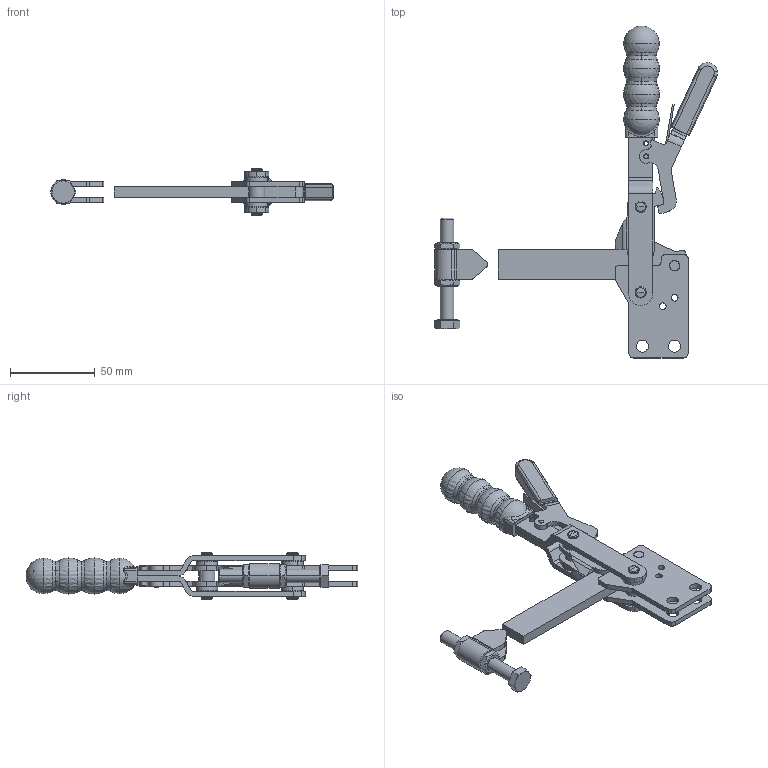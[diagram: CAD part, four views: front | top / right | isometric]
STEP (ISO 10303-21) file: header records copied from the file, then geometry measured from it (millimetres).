
FILE_DESCRIPTION((''),'2;1');
FILE_NAME('MG85-SL.stp','2009-11-24T15:34:20',('David'),(''),'Autodesk Inventor 8','Autodesk Inventor 8','');
FILE_SCHEMA(('AUTOMOTIVE_DESIGN { 1 0 10303 214 1 1 1 1 }'));
Length unit declared in the file: millimetre
Products named in the file (8): MG85-SL; MG85 SIDEPLATE ASSEMBLY; MG85-SL HANDLE ASSEMBLY; MG85-SL LEVER ASSEMBLY; MG85-SL LINK ASSEMBLY; MG85 BAR ASSEMBLY; MG85 SPINDLE HOLDER ASSEMBLY; ISO 4017  (Regular Thread) M8 x 60
Assembly tree (7 placements, depth 2):
  MG85-SL
    MG85 SIDEPLATE ASSEMBLY
    MG85-SL HANDLE ASSEMBLY
    MG85-SL LEVER ASSEMBLY
    MG85-SL LINK ASSEMBLY
    MG85 BAR ASSEMBLY
    MG85 SPINDLE HOLDER ASSEMBLY
    ISO 4017  (Regular Thread) M8 x 60
Bounding box: 166.81 x 195.62 x 28 mm (x, y, z)
Volume: 73583 mm3; surface area: 44103.8 mm2
Topology: 7 solids, 9 shells, 551 faces, 1500 edges, 972 vertices
Faces by surface type: plane 177, cylinder 167, bspline 119, cone 56, torus 20, sphere 12
Entity records: 20061 total; most frequent: CARTESIAN_POINT 5929, DIRECTION 3008, ORIENTED_EDGE 2944, EDGE_CURVE 1472, AXIS2_PLACEMENT_3D 1149, VERTEX_POINT 968, VECTOR 710, LINE 710
